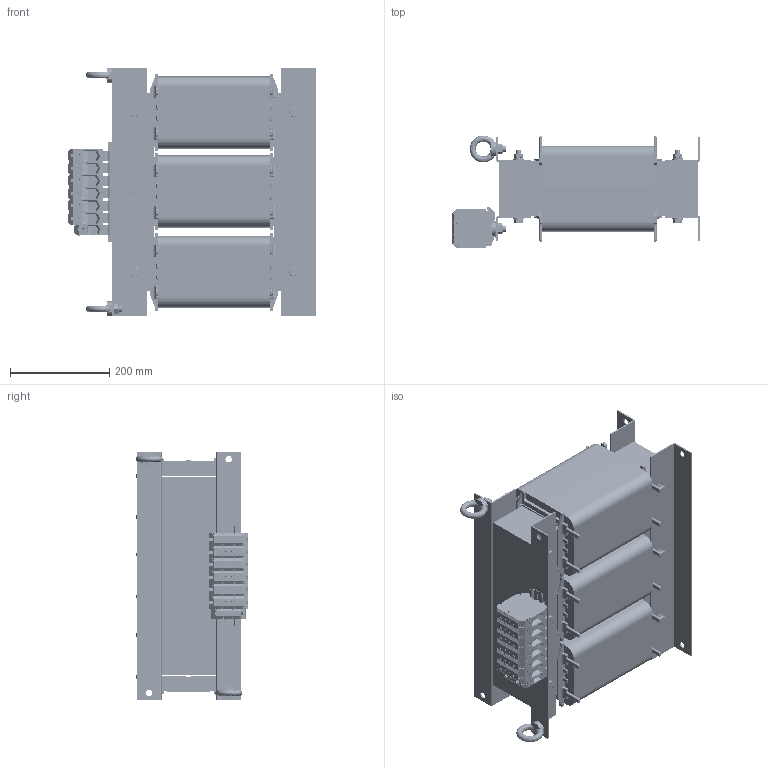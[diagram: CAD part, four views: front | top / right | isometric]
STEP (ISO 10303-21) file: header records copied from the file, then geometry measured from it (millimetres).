
FILE_DESCRIPTION(/* description */ (''),/* implementation_level */ '2;1');
FILE_NAME(/* name */ 'XMN02375620.stp',/* time_stamp */ '2023-03-08T14:05:56+01:00',/* author */ ('velazquez'),/* organization */ (''),/* preprocessor_version */ 'ST-DEVELOPER v19.2',/* originating_system */ 'Autodesk Inventor 2023',/* authorisation */ '');
FILE_SCHEMA (('AUTOMOTIVE_DESIGN { 1 0 10303 214 3 1 1 }'));
Products named in the file (14): XMN02375620; 3UI240 400 x 400 - 110; UI 240_110_BOBINADO; RC80 NT080; centrador M10; DIN 125 - A 10,5; DIN 933 - M10  x 140; DIN 934 - M10; FICHA 95 6 GRIS 1 AZUL 50; FICHA 95; FICHA 50 AZUL; carril 8 agujeros; DIN 580 - M12; DIN 934 - M12
Assembly tree (57 placements, depth 3):
  XMN02375620
    3UI240 400 x 400 - 110
    UI 240_110_BOBINADO  x3
    RC80 NT080  x4
    centrador M10  x12
    DIN 125 - A 10,5  x12
    DIN 933 - M10  x 140  x6
    DIN 934 - M10  x6
    FICHA 95 6 GRIS 1 AZUL 50
      FICHA 95  x6
      FICHA 50 AZUL
      carril 8 agujeros
    DIN 580 - M12  x2
    DIN 934 - M12  x2
Bounding box: 498.7 x 226.5 x 500 mm (x, y, z)
Volume: 25039478.3 mm3; surface area: 2794574 mm2
Topology: 65 solids, 69 shells, 8882 faces, 23276 edges, 14299 vertices
Faces by surface type: plane 5041, cylinder 2769, torus 340, sphere 292, bspline 268, cone 172
Full cylindrical faces by diameter (mm): 0.6 x12, 2.5 x64, 2.75 x2, 2.95 x2, 3.4 x4, 3.448 x1, 4.6 x8, 6.5 x16, 8 x12, 8.376 x6, 8.5 x2, 9.188 x6, 10 x18, 10.106 x2, 10.5 x12, 10.8 x2, 11.5 x12, 12 x2, 13 x20, 15 x6, 15.4 x6, 20 x12, 23 x12
Entity records: 100393 total; most frequent: CARTESIAN_POINT 21438, DIRECTION 16024, ORIENTED_EDGE 15996, EDGE_CURVE 7998, LINE 5486, VECTOR 5486, AXIS2_PLACEMENT_3D 5269, VERTEX_POINT 5064
